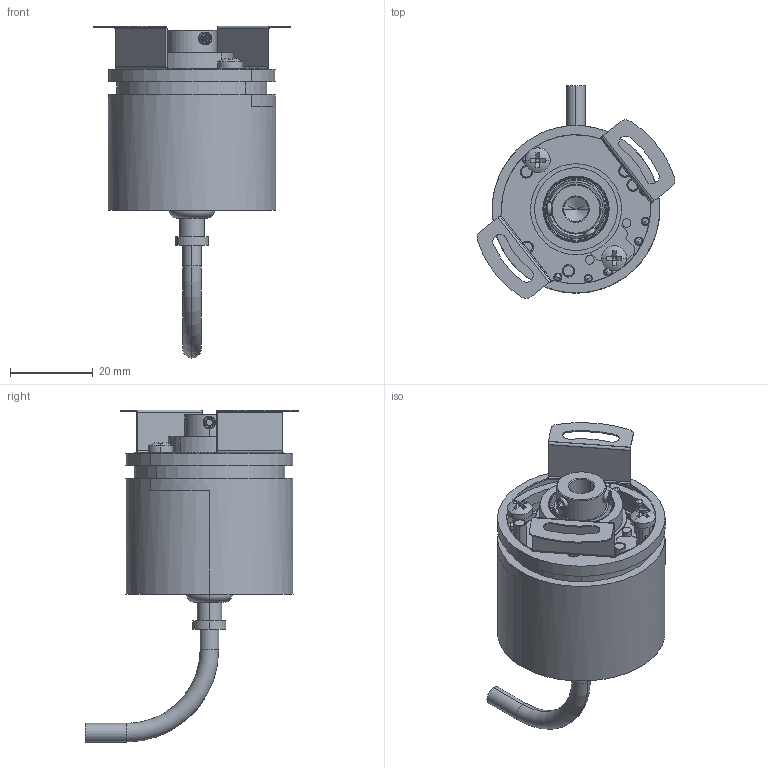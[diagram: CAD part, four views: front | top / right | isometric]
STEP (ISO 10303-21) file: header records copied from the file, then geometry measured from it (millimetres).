
FILE_DESCRIPTION((''),'2;1');
FILE_NAME('CK41_01-001_D6_','2013-01-28T',('LIKA51'),(''),'PRO/ENGINEER BY PARAMETRIC TECHNOLOGY CORPORATION, 2010180','PRO/ENGINEER BY PARAMETRIC TECHNOLOGY CORPORATION, 2010180','');
FILE_SCHEMA(('CONFIG_CONTROL_DESIGN'));
Length unit declared in the file: millimetre
Products named in the file (1): CK41_01-001_D6_
Bounding box: 47.83 x 51.58 x 80.25 mm (x, y, z)
Volume: 19920.1 mm3; surface area: 20554.5 mm2
Topology: 12 solids, 38 shells, 559 faces, 1338 edges, 813 vertices
Faces by surface type: cylinder 232, plane 171, cone 80, torus 48, sphere 28
Entity records: 16380 total; most frequent: CARTESIAN_POINT 3376, DIRECTION 2948, ORIENTED_EDGE 2472, EDGE_CURVE 1272, AXIS2_PLACEMENT_3D 1216, VERTEX_POINT 813, CIRCLE 656, EDGE_LOOP 635
